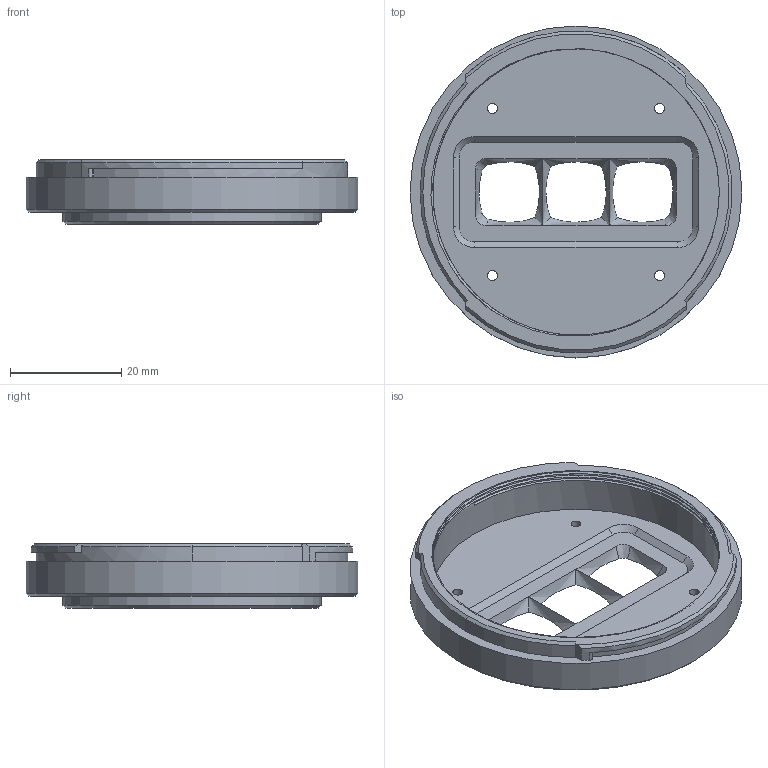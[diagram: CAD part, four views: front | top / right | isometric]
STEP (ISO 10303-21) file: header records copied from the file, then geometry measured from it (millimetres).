
FILE_DESCRIPTION(('HOOPS Exchange Step'),'2;1');
FILE_NAME('temp_export','2023-06-13T19:32:00-04:00',('gmoua'),('Shapr3D Limited'),'HOOPS Exchange 2022.2','Shapr3D','Authorized');
FILE_SCHEMA( ('AUTOMOTIVE_DESIGN { 1 0 10303 214 1 1 1 1 }') );
Length unit declared in the file: millimetre
Products named in the file (1): Lens Face
Bounding box: 59.6 x 59.6 x 11.5 mm (x, y, z)
Volume: 9446.2 mm3; surface area: 8810.7 mm2
Topology: 1 solids, 1 shells, 68 faces, 211 edges, 147 vertices
Faces by surface type: plane 22, bspline 22, cylinder 17, cone 7
Full cylindrical faces by diameter (mm): 1.8 x4, 46.4 x1, 51.5 x3, 59.6 x1
Entity records: 9123 total; most frequent: CARTESIAN_POINT 7328, ORIENTED_EDGE 422, DIRECTION 287, EDGE_CURVE 211, VERTEX_POINT 147, AXIS2_PLACEMENT_3D 99, VECTOR 89, LINE 89
